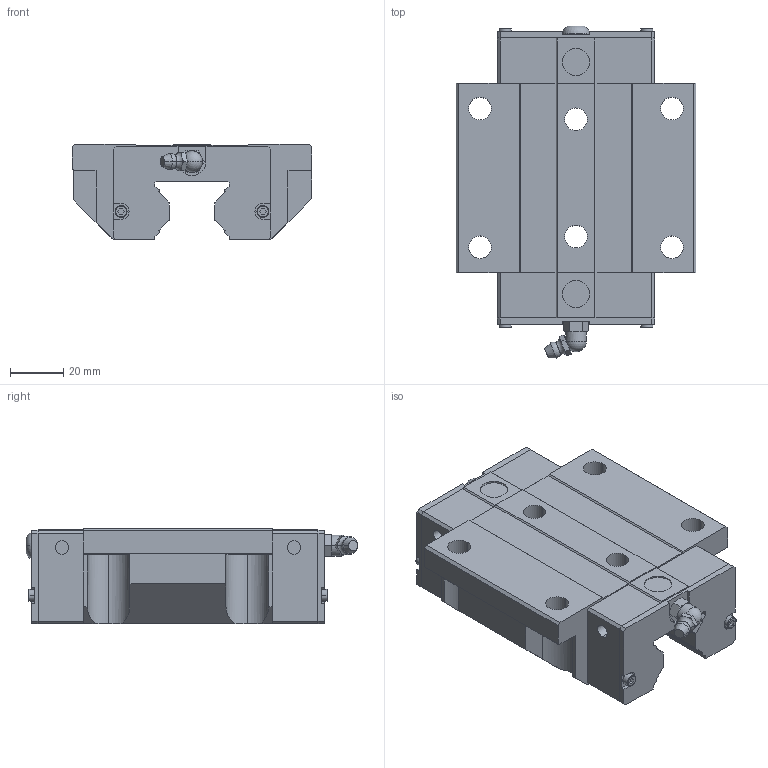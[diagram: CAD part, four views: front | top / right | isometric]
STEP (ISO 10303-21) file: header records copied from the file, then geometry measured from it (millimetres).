
FILE_DESCRIPTION(('STEP AP214'),'1');
FILE_NAME('cctmp_5A86026F-F9FF-4890-A88E-8A38C017324A_2020_5_14_11_14_24_702..stp','2020-05-14T09:14:24',('HIWIN GmbH'),('CADClick - www.CADClick.com'),'Spatial InterOp 3D',' ','unknown authorization');
FILE_SCHEMA(('AUTOMOTIVE_DESIGN'));
Length unit declared in the file: millimetre
Products named in the file (1): RGW30CCZAH_FILE
Bounding box: 90 x 124.51 x 36 mm (x, y, z)
Volume: 215534.5 mm3; surface area: 38887.7 mm2
Topology: 1 solids, 7 shells, 378 faces, 1006 edges, 656 vertices
Faces by surface type: plane 212, cylinder 108, torus 38, cone 18, sphere 2
Entity records: 15100 total; most frequent: CARTESIAN_POINT 2463, DIRECTION 2014, ORIENTED_EDGE 2008, EDGE_CURVE 1004, AXIS2_PLACEMENT_3D 691, VERTEX_POINT 656, LINE 632, VECTOR 632
